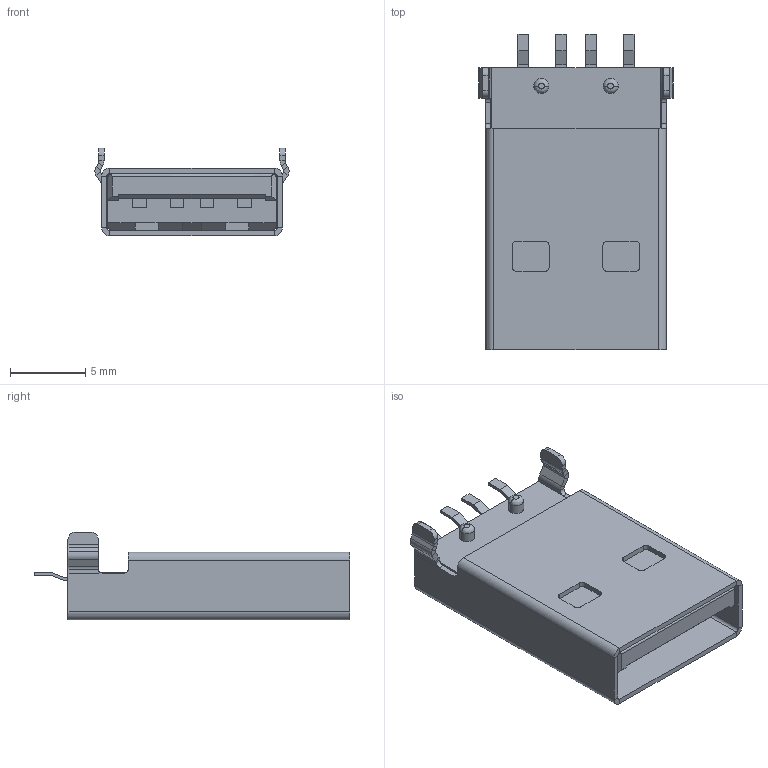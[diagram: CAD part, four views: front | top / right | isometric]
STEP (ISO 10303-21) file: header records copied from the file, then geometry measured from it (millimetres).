
FILE_DESCRIPTION(('FreeCAD Model'),'2;1');
FILE_NAME('usb-a-plug-smt-cnctech-1001-011-01101.step', '2020-02-28T00:53:24',('Author'),(''), 'Open CASCADE STEP processor 7.4','FreeCAD','Unknown');
FILE_SCHEMA(('AUTOMOTIVE_DESIGN { 1 0 10303 214 1 1 1 1 }'));
Length unit declared in the file: millimetre
Products named in the file (6): _001_011_01101; _001_011_01101001; _001_011_01101002; _001_011_01101003; _001_011_01101004; _001_011_01101005
Bounding box: 12.89 x 20.95 x 5.82 mm (x, y, z)
Surface area: 10152.9 mm2
Topology: 8 solids, 499 shells, 1449 faces, 5146 edges, 4208 vertices
Faces by surface type: bspline 1182, revolution 267
Entity records: 58771 total; most frequent: CARTESIAN_POINT 14783, ORIENTED_EDGE 7692, DIRECTION 6412, EDGE_CURVE 5128, LINE 4567, VECTOR 4567, VERTEX_POINT 4208, FACE_BOUND 1500
